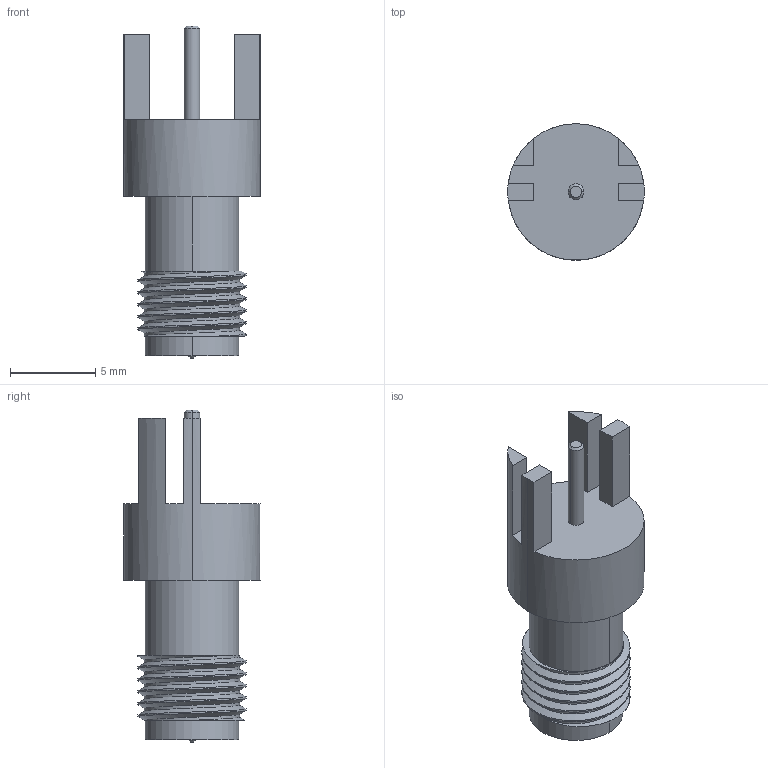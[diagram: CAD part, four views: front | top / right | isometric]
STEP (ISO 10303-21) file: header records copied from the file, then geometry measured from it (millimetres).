
FILE_DESCRIPTION((''),'2;1');
FILE_NAME('MOLEX_SD-73251-068','2016-11-03T',('s4237722'),(''),'CREO PARAMETRIC BY PTC INC, 2015080','CREO PARAMETRIC BY PTC INC, 2015080','');
FILE_SCHEMA(('AUTOMOTIVE_DESIGN { 1 0 10303 214 1 1 1 1 }'));
Length unit declared in the file: millimetre
Products named in the file (1): MOLEX_SD-73251-068
Bounding box: 8 x 8 x 19.46 mm (x, y, z)
Volume: 458.2 mm3; surface area: 580 mm2
Topology: 1 solids, 1 shells, 57 faces, 138 edges, 90 vertices
Faces by surface type: cylinder 24, plane 23, bspline 6, cone 4
Entity records: 3831 total; most frequent: CARTESIAN_POINT 2030, ORIENTED_EDGE 276, DIRECTION 250, PRESENTATION_STYLE_ASSIGNMENT 140, STYLED_ITEM 139, CURVE_STYLE 138, EDGE_CURVE 138, AXIS2_PLACEMENT_3D 93
